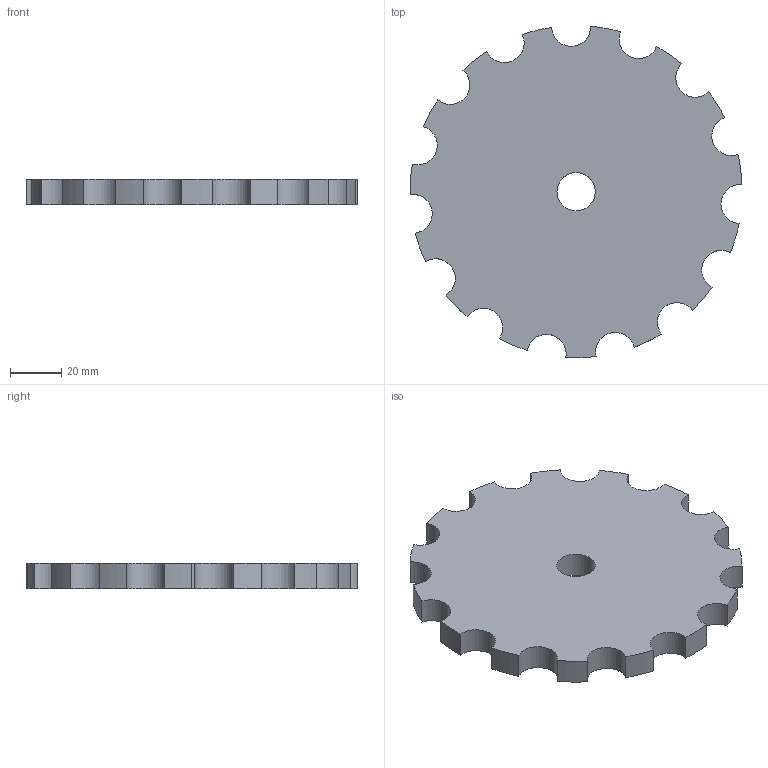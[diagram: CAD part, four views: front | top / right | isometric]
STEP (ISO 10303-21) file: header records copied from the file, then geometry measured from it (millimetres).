
FILE_DESCRIPTION (( 'STEP AP203' ), '1' );
FILE_NAME ('wheels_Default_sldprt.STEP', '2023-12-03T07:55:25', ( '' ), ( '' ), 'SwSTEP 2.0', 'SolidWorks 2022', '' );
FILE_SCHEMA (( 'CONFIG_CONTROL_DESIGN' ));
Length unit declared in the file: millimetre
Products named in the file (1): wheels_Default_sldprt
Bounding box: 129.94 x 129.75 x 10 mm (x, y, z)
Volume: 116493.1 mm3; surface area: 29158.2 mm2
Topology: 1 solids, 1 shells, 42 faces, 120 edges, 80 vertices
Faces by surface type: cylinder 40, plane 2
Entity records: 1505 total; most frequent: DIRECTION 286, CARTESIAN_POINT 243, ORIENTED_EDGE 240, AXIS2_PLACEMENT_3D 123, EDGE_CURVE 120, VERTEX_POINT 80, CIRCLE 80, EDGE_LOOP 44
